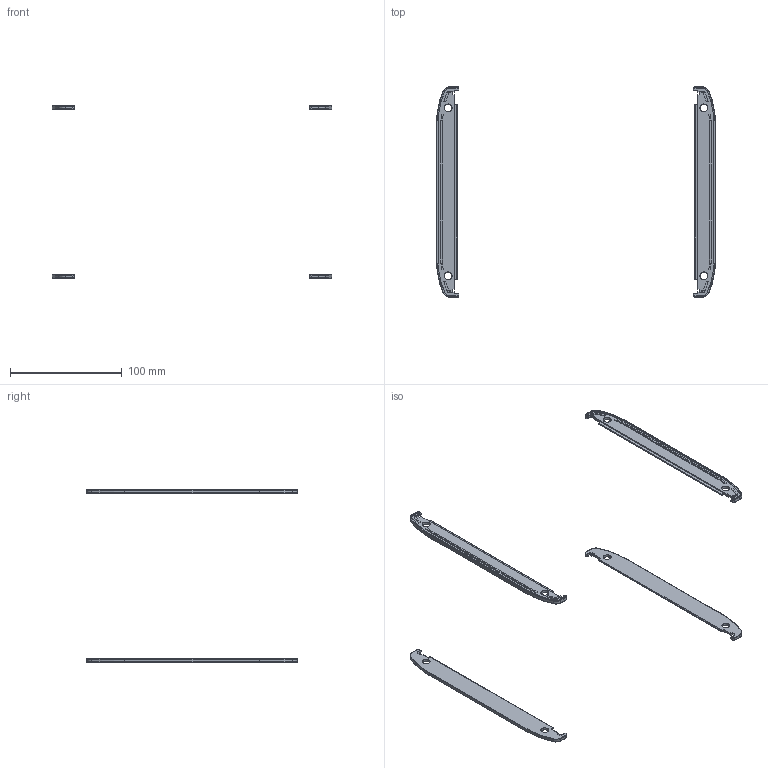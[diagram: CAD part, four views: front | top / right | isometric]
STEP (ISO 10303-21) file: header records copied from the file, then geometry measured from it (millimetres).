
FILE_DESCRIPTION(/* description */ (''),/* implementation_level */ '2;1');
FILE_NAME(/* name */ 'IT 200000 DE.stp',/* time_stamp */ '2015-11-03T12:48:34+01:00',/* author */ ('Watermann'),/* organization */ ('Fa. Bopla'),/* preprocessor_version */ 'ST-DEVELOPER v16.1',/* originating_system */ 'Autodesk Inventor 2016',/* authorisation */ '');
FILE_SCHEMA (('AUTOMOTIVE_DESIGN { 1 0 10303 214 3 1 1 }'));
Length unit declared in the file: millimetre
Products named in the file (2): 1010964_3D_montiert; IT 200000 DE
Assembly tree (4 placements, depth 2):
  IT 200000 DE
    1010964_3D_montiert  x4
Bounding box: 250.36 x 188.75 x 155 mm (x, y, z)
Volume: 29239.9 mm3; surface area: 31873.6 mm2
Topology: 4 solids, 4 shells, 500 faces, 1348 edges, 872 vertices
Faces by surface type: plane 288, cone 104, cylinder 60, torus 32, bspline 16
Entity records: 4231 total; most frequent: CARTESIAN_POINT 976, DIRECTION 679, ORIENTED_EDGE 670, EDGE_CURVE 335, LINE 229, VECTOR 229, AXIS2_PLACEMENT_3D 225, VERTEX_POINT 218
